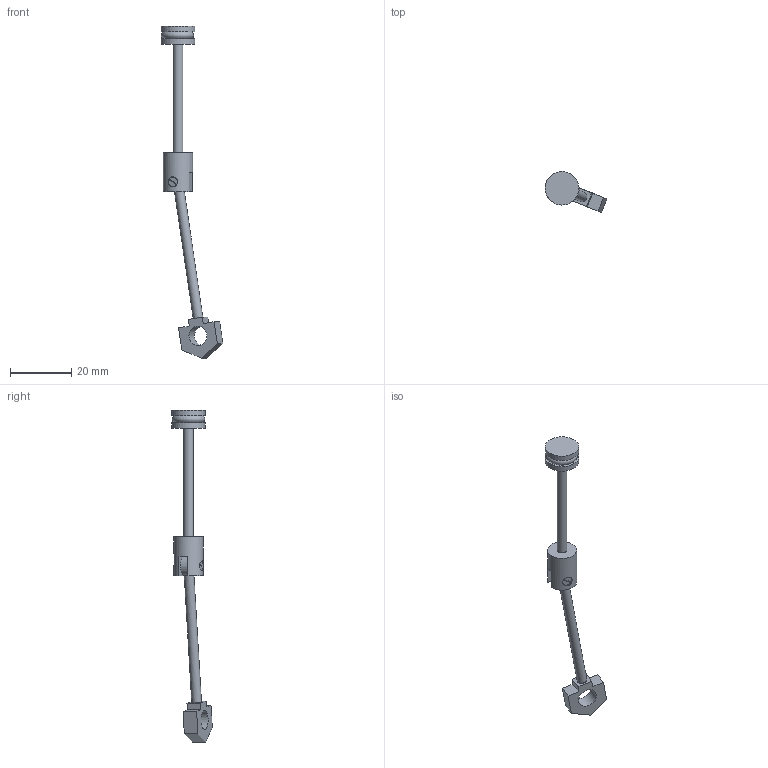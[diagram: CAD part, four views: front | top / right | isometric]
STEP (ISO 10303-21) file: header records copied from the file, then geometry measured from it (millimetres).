
FILE_DESCRIPTION(/* description */ ('ARM1G'),/* implementation_level */ '2;1');
FILE_NAME(/* name */ 'Piston assembly',/* time_stamp */ '2020-05-03T12:01:56+01:00',/* author */ ('Keith Bucklitch'),/* organization */ ('G1MRA'),/* preprocessor_version */ 'ST-DEVELOPER v16.7',/* originating_system */ 'Solid Edge',/* authorisation */ 'Unknown');
FILE_SCHEMA (('AUTOMOTIVE_DESIGN {1 0 10303 214 3 1 1}'));
Length unit declared in the file: millimetre
Products named in the file (6): Piston assembly; Piston ring; Little End Pin; Connecting Rod; Crosshead; Piston
Assembly tree (5 placements, depth 2):
  Piston assembly
    Piston ring
    Little End Pin
    Connecting Rod
    Crosshead
    Piston
Bounding box: 20.16 x 13.27 x 108.61 mm (x, y, z)
Volume: 2418 mm3; surface area: 2898.6 mm2
Topology: 5 solids, 5 shells, 48 faces, 101 edges, 67 vertices
Faces by surface type: plane 32, cylinder 15, torus 1
Full cylindrical faces by diameter (mm): 2.7 x2, 2.8 x1, 3 x1, 3.175 x3, 3.2 x1, 3.3 x1, 6.35 x2, 6.667 x1, 9.525 x1, 11 x2
Entity records: 1362 total; most frequent: CARTESIAN_POINT 226, DIRECTION 217, ORIENTED_EDGE 158, AXIS2_PLACEMENT_3D 87, FACE_BOUND 80, EDGE_CURVE 79, EDGE_LOOP 79, VERTEX_POINT 63
